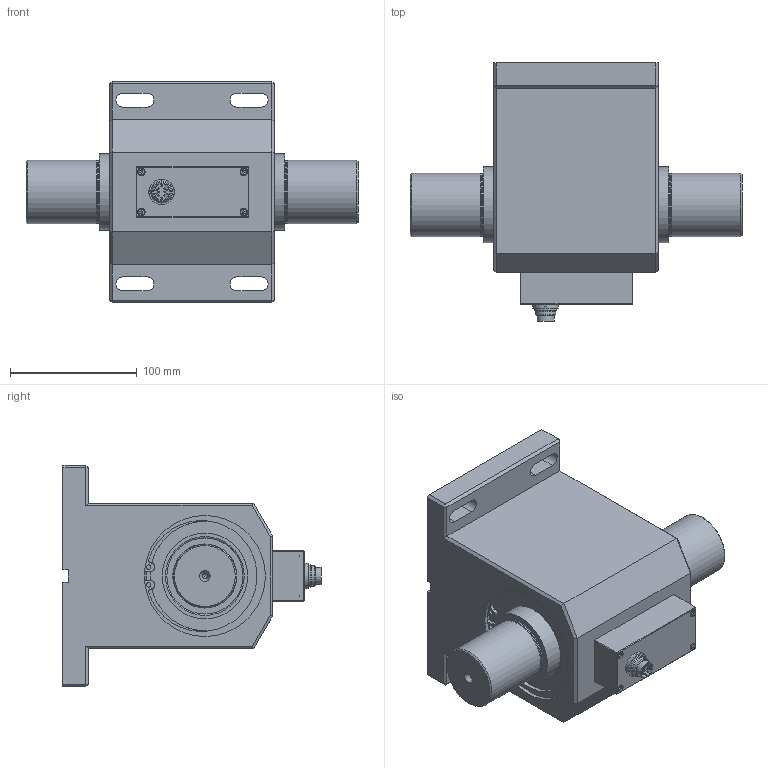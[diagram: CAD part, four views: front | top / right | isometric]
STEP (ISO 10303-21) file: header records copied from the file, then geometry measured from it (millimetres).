
FILE_DESCRIPTION( ( 'Unknown' ), '1' );
FILE_NAME( 'Dr2531-1000_100Nm.stp', 'Unknown', ( 'Unknown' ), ( 'Unknown' ), 'PSStep 17.0.49', 'Unknown', ' ' );
FILE_SCHEMA( ( 'AUTOMOTIVE_DESIGN { 1 0 10303 214 1 1 1 1 }' ) );
Length unit declared in the file: millimetre
Products named in the file (19): 2302-b01_doc-00051001; 2302-001_doc-00016103; DIN 625-T1-6012-2RS_60x95x18; Sicherungsring DIN 472-95x3-T1; Sicherungsring DIN 472-95x3-T1-oa0; 2247-b05_doc-00045639; 2247-003_doc-00016120; Zylinderschraube DIN 912-M3x25; 2531-B03_DOC-00075282; 2301-001_doc-00047785; Assem1; flanschstecker 12-polig serie 723; mutter_09-0323-89-06_DOC-00067592
Assembly tree (30 placements, depth 3):
  Assem1
    Zylinderschraube DIN 912-M3x25  x2
    flanschstecker 12-polig serie 723
    mutter_09-0323-89-06_DOC-00067592
    2531-B03_DOC-00075282
      2301-001_doc-00047785
      DIN 625-T1-6012-2RS_60x95x18
      DIN 625-T1-6012-2RS_60x95x18
      DIN 625-T1-6012-2RS_60x95x18
      DIN 625-T1-6012-2RS_60x95x18
      DIN 625-T1-6012-2RS_60x95x18
      DIN 625-T1-6012-2RS_60x95x18
      DIN 625-T1-6012-2RS_60x95x18
    2302-b01_doc-00051001
      2302-001_doc-00016103
      DIN 625-T1-6012-2RS_60x95x18
      DIN 625-T1-6012-2RS_60x95x18
      DIN 625-T1-6012-2RS_60x95x18
      DIN 625-T1-6012-2RS_60x95x18
      DIN 625-T1-6012-2RS_60x95x18
      DIN 625-T1-6012-2RS_60x95x18
      DIN 625-T1-6012-2RS_60x95x18
      Sicherungsring DIN 472-95x3-T1
      Sicherungsring DIN 472-95x3-T1-oa0
    2247-b05_doc-00045639
      2247-003_doc-00016120
      Zylinderschraube DIN 912-M3x25  x4
Bounding box: 262 x 203.7 x 175 mm (x, y, z)
Volume: 2390245.7 mm3; surface area: 357333.5 mm2
Topology: 27 solids, 29 shells, 477 faces, 977 edges, 629 vertices
Faces by surface type: plane 250, cylinder 155, cone 48, torus 24
Full cylindrical faces by diameter (mm): 1 x24, 2.387 x6, 2.459 x4, 3 x12, 3.4 x4, 3.5 x4, 4 x2, 5.5 x6, 6 x4, 12 x1, 13.5 x1, 15 x1, 15.875 x1, 17.188 x1, 17.462 x1, 17.8 x1, 20 x2, 21 x1, 49.4 x2, 50 x2, 60 x3, 67.5 x4, 67.52 x4, 74.25 x4, 82.175 x4, 86.36 x4, 86.38 x4, 86.48 x4, 86.5 x4, 95 x3
Entity records: 11088 total; most frequent: DIRECTION 1522, CARTESIAN_POINT 1368, ORIENTED_EDGE 1074, AXIS2_PLACEMENT_3D 633, EDGE_LOOP 540, EDGE_CURVE 537, VERTEX_POINT 421, FACE_OUTER_BOUND 419
